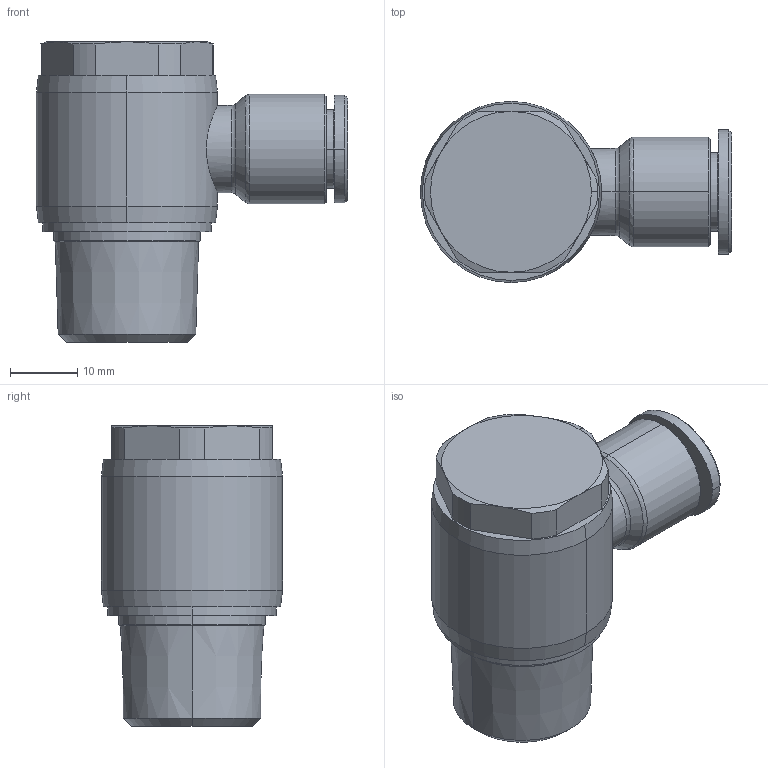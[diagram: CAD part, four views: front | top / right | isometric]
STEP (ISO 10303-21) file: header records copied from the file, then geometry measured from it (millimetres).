
FILE_DESCRIPTION (( 'STEP AP214' ), '1' );
FILE_NAME ('PH10-04.stp', '2015-08-28T09:40:35', ( '' ), ( '' ), 'SwSTEP 2.0', 'SolidWorks 2015', '' );
FILE_SCHEMA (( 'AUTOMOTIVE_DESIGN' ));
Length unit declared in the file: millimetre
Products named in the file (2): PH10-04; ｦ+ﾃｦ1
Assembly tree (1 placements, depth 2):
  PH10-04
    ｦ+ﾃｦ1
Bounding box: 46.4 x 27 x 44.8 mm (x, y, z)
Volume: 17959.8 mm3; surface area: 7969.8 mm2
Topology: 1 solids, 1 shells, 458 faces, 1282 edges, 844 vertices
Faces by surface type: plane 392, cone 29, cylinder 24, bspline 11, torus 2
Entity records: 15974 total; most frequent: CARTESIAN_POINT 3474, ORIENTED_EDGE 2560, DIRECTION 2233, EDGE_CURVE 1280, VECTOR 1161, LINE 1161, VERTEX_POINT 844, AXIS2_PLACEMENT_3D 536
